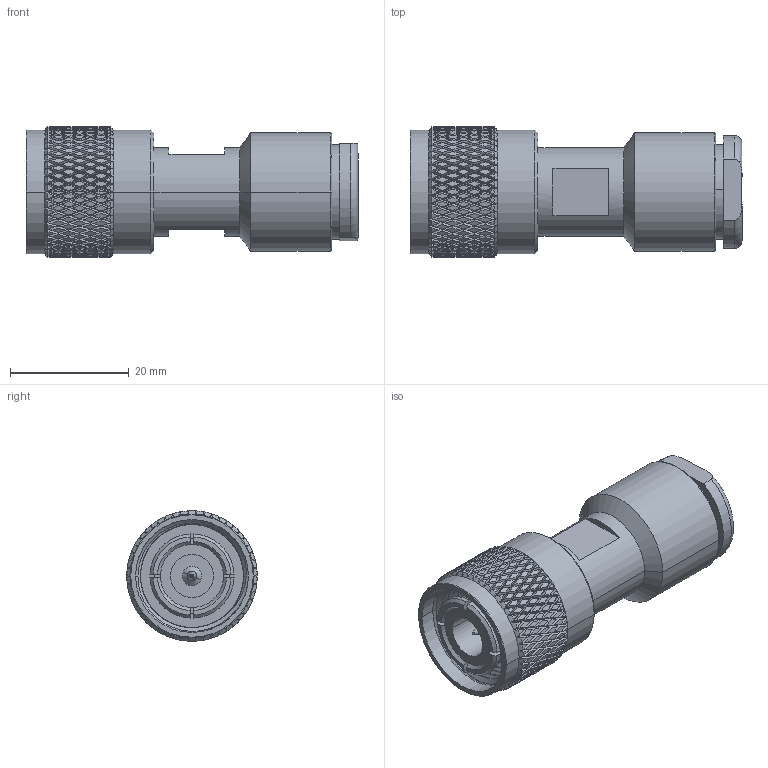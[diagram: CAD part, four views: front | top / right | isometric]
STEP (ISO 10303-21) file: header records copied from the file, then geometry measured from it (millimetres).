
FILE_DESCRIPTION (( 'STEP AP203' ), '1' );
FILE_NAME ('PE4182.step', '2018-10-03T22:12:48', ( '' ), ( '' ), 'SwSTEP 2.0', 'SolidWorks 2017', '' );
FILE_SCHEMA (( 'CONFIG_CONTROL_DESIGN' ));
Length unit declared in the file: inch
Products named in the file (6): PE4182-Body; Contact; Thicker Washer; Nut; PE4182; Gasket
Assembly tree (5 placements, depth 2):
  PE4182
    PE4182-Body
    Nut
    Contact
    Thicker Washer
    Gasket
Bounding box: 56.03 x 22 x 22 mm (x, y, z)
Volume: 14019 mm3; surface area: 9019.5 mm2
Topology: 5 solids, 5 shells, 2125 faces, 4508 edges, 2402 vertices
Faces by surface type: bspline 1606, cylinder 428, plane 43, cone 38, torus 10
Entity records: 90263 total; most frequent: CARTESIAN_POINT 61674, ORIENTED_EDGE 9016, EDGE_CURVE 4508, VERTEX_POINT 2402, EDGE_LOOP 2142, FACE_OUTER_BOUND 2125, ADVANCED_FACE 2125, B_SPLINE_CURVE_WITH_KNOTS 2052
